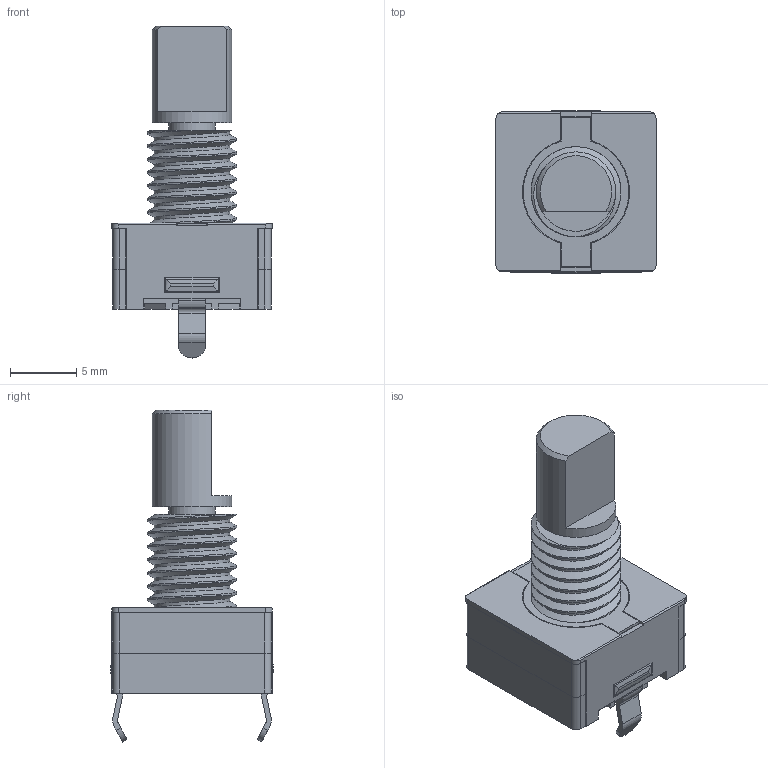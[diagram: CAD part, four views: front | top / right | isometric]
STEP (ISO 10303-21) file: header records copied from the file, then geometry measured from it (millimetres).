
FILE_DESCRIPTION(/* description */ (''),/* implementation_level */ '2;1');
FILE_NAME(/* name */ 'Rotary.step',/* time_stamp */ '2026-02-14T00:54:17+01:00',/* author */ (''),/* organization */ (''),/* preprocessor_version */ 'ST-DEVELOPER v20.1',/* originating_system */ 'Autodesk Translation Framework v14.24.0.0',/* authorisation */ '');
FILE_SCHEMA (('AUTOMOTIVE_DESIGN { 1 0 10303 214 3 1 1 }'));
Length unit declared in the file: millimetre
Products named in the file (1): Untitled
Bounding box: 12.1 x 12.3 x 25.1 mm (x, y, z)
Volume: 1313.5 mm3; surface area: 1410.1 mm2
Topology: 1 solids, 1 shells, 227 faces, 645 edges, 417 vertices
Faces by surface type: plane 152, cylinder 64, bspline 10, cone 1
Full cylindrical faces by diameter (mm): 3.5 x1, 5.717 x7, 6 x1, 6.8 x6
Entity records: 9255 total; most frequent: CARTESIAN_POINT 3212, ORIENTED_EDGE 1290, DIRECTION 1119, EDGE_CURVE 645, LINE 507, VECTOR 507, VERTEX_POINT 417, AXIS2_PLACEMENT_3D 306
